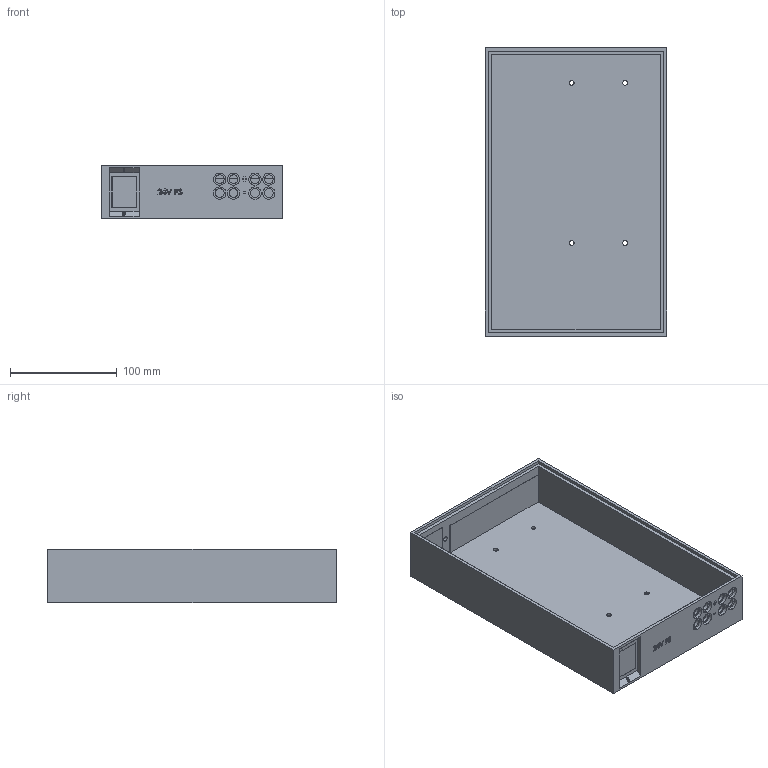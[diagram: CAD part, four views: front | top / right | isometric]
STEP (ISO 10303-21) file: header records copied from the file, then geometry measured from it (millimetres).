
FILE_DESCRIPTION (( 'STEP AP203' ), '1' );
FILE_NAME ('LRS 350 24V Case.STEP', '2024-07-11T23:39:05', ( '' ), ( '' ), 'SwSTEP 2.0', 'SolidWorks 2024', '' );
FILE_SCHEMA (( 'CONFIG_CONTROL_DESIGN' ));
Length unit declared in the file: millimetre
Products named in the file (1): LRS 350 24V Case
Bounding box: 170 x 270 x 50 mm (x, y, z)
Volume: 483339.3 mm3; surface area: 179170.9 mm2
Topology: 4 solids, 4 shells, 219 faces, 554 edges, 368 vertices
Faces by surface type: plane 131, cylinder 52, bspline 36
Entity records: 8575 total; most frequent: CARTESIAN_POINT 3290, ORIENTED_EDGE 1108, DIRECTION 954, EDGE_CURVE 554, VECTOR 378, LINE 378, VERTEX_POINT 368, AXIS2_PLACEMENT_3D 288
